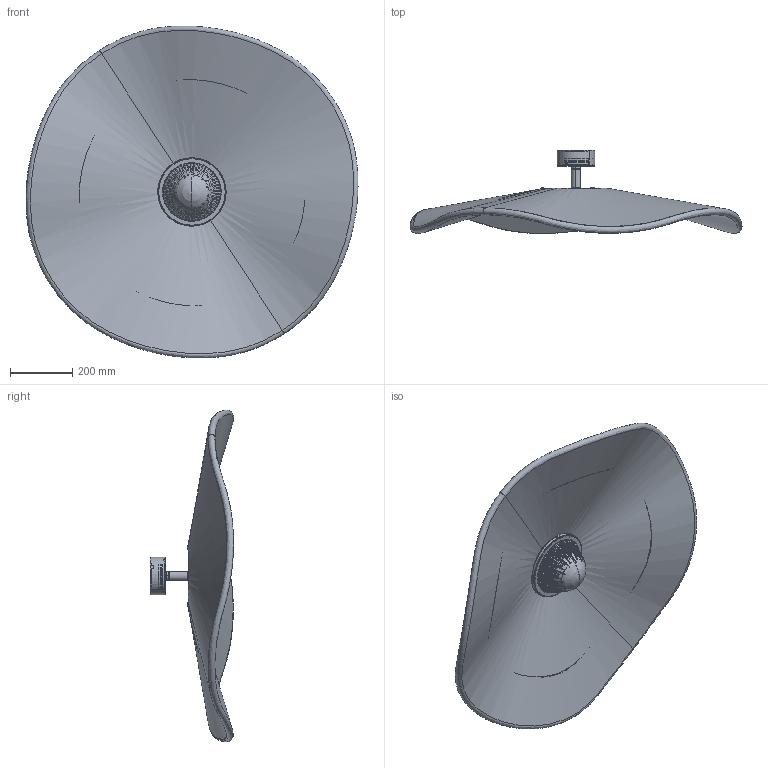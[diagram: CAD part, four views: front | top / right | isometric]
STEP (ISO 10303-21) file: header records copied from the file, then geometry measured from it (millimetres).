
FILE_DESCRIPTION (( 'STEP AP203' ), '1' );
FILE_NAME ('MEDITERRANIA PF-105-01 OUTDOOR 33804104133.STEP', '2021-08-18T11:20:51', ( '' ), ( '' ), 'SwSTEP 2.0', 'SolidWorks 2019', '' );
FILE_SCHEMA (( 'CONFIG_CONTROL_DESIGN' ));
Products named in the file (20): 338-102; 338-154; D125-3,2; 338-156; 338-123; 338-128; MEDITERRANIA PF-105-01 OUTDOOR 33804104133; SUB338-031_MEDITERRANIA PF-105; D934-M3A2; 338-108; 303-102; 914-186; 338-112; 338-101; D913-38A2; 338-121_ATEJA ROPE; 338-126; D913-46A2; 338-150; 338-113
Assembly tree (32 placements, depth 3):
  MEDITERRANIA PF-105-01 OUTDOOR 33804104133
    SUB338-031_MEDITERRANIA PF-105
      338-113
      338-101  x2
      338-112
      338-102
      338-128  x3
      338-123  x3
      338-108  x3
      D934-M3A2  x3
      338-154
    338-126
    303-102
    338-150
    338-156  x2
    914-186
    D913-38A2
    D125-3,2
    D934-M3A2
    D913-46A2  x3
    338-121_ATEJA ROPE
Bounding box: 1064.56 x 266.85 x 1064.37 mm (x, y, z)
Volume: 20616031.3 mm3; surface area: 2737001.3 mm2
Topology: 45 solids, 48 shells, 2735 faces, 6551 edges, 3902 vertices
Faces by surface type: bspline 1619, cylinder 440, plane 434, cone 238, torus 4
Entity records: 516378 total; most frequent: CARTESIAN_POINT 467269, ORIENTED_EDGE 11896, DIRECTION 6618, EDGE_CURVE 5948, VERTEX_POINT 3564, AXIS2_PLACEMENT_3D 2732, B_SPLINE_CURVE_WITH_KNOTS 2679, EDGE_LOOP 2618
